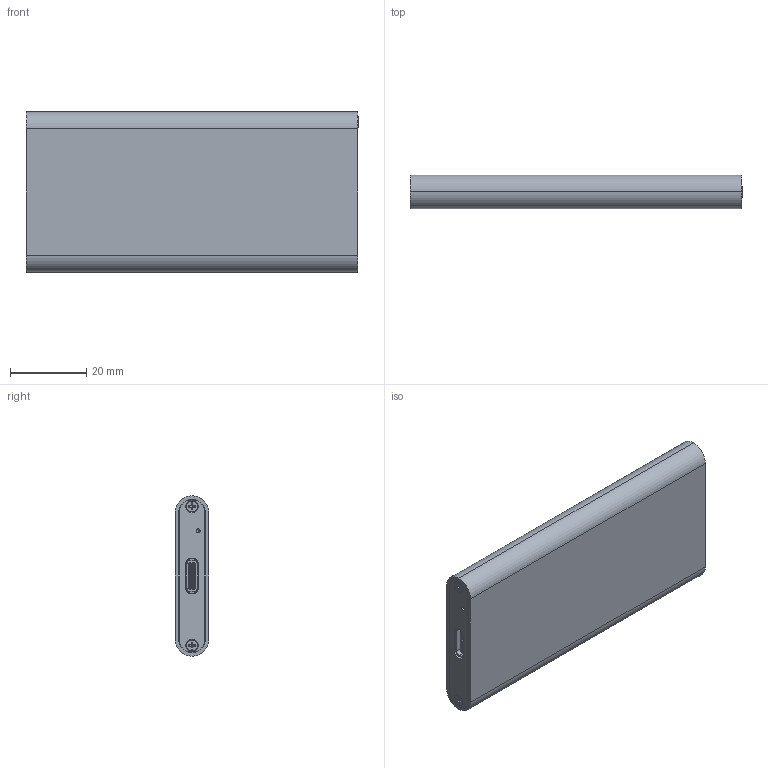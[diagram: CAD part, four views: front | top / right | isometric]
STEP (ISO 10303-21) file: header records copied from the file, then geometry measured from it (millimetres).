
FILE_DESCRIPTION (( 'STEP AP214' ), '1' );
FILE_NAME ('binhoUSBHostAdaptor_FullASM_step.STEP', '2019-05-29T20:42:10', ( '' ), ( '' ), 'SwSTEP 2.0', 'SolidWorks 2019', '' );
FILE_SCHEMA (( 'AUTOMOTIVE_DESIGN' ));
Length unit declared in the file: millimetre
Products named in the file (80): U3; Pin_Shape; CAP-0603; CAP-0805; C1; usb_c_smt; u2_sub; R4; C6; C2; usb_c_sheetMetalJacket; RES-0603; Extruded; 7119278368; R1; u345; R2; 91771A053_18-8 SS FLAT HEAD PHILLIPS MACHINE SCREW_91771A053; Body_2; BinhoUSBHostAdapter-RevB; Open CASCADE STEP translator 6.8 1.1.1; housing_door_2; Open_CASCADE_STEP_translator_6.8_20.4.1; FB1; U2; C3; 7119286368; FB2; D1; u1_sub; binhoUSBHostAdaptor_FullASM_step; U1; U5; C7; U4; Thermal_Shape; Open_CASCADE_STEP_translator_6.8_20.1; C5; housing_door_1; Leader ...
Assembly tree (129 placements, depth 6):
  binhoUSBHostAdaptor_FullASM_step
    housing_main
    BinhoUSBHostAdapter-RevB
      Board
        Open CASCADE STEP translator 6.8 1.1.1
      FB2
        RES-0603
      FB1
        RES-0603
      C3
        CAP-0603
      C2
        CAP-0603
      C1
        CAP-0603
      U5
        u345
      U4
        u345
      U3
        u345
      R4
        RES-0603
      R3
        RES-0603
      U2
        u2_sub
          Open_CASCADE_STEP_translator_6.8_20.1
          Body
            Open_CASCADE_STEP_translator_6.8_20.2.1
          Thermal_Shape
          Pin_Shape
            Open_CASCADE_STEP_translator_6.8_20.4.1
          Pin_Shape
            Open_CASCADE_STEP_translator_6.8_20.4.1
          Pin_Shape
            Open_CASCADE_STEP_translator_6.8_20.4.1
          Pin_Shape
            Open_CASCADE_STEP_translator_6.8_20.4.1
          Pin_Shape
            Open_CASCADE_STEP_translator_6.8_20.4.1
          Pin_Shape
            Open_CASCADE_STEP_translator_6.8_20.4.1
          Pin_Shape
            Open_CASCADE_STEP_translator_6.8_20.4.1
          Pin_Shape
            Open_CASCADE_STEP_translator_6.8_20.4.1
          Pin_Shape
            Open_CASCADE_STEP_translator_6.8_20.4.1
          Pin_Shape
            Open_CASCADE_STEP_translator_6.8_20.4.1
          Pin_Shape
            Open_CASCADE_STEP_translator_6.8_20.4.1
          Pin_Shape
            Open_CASCADE_STEP_translator_6.8_20.4.1
          Pin_Shape
            Open_CASCADE_STEP_translator_6.8_20.4.1
          Pin_Shape
            Open_CASCADE_STEP_translator_6.8_20.4.1
          Pin_Shape
Bounding box: 87 x 8.8 x 42 mm (x, y, z)
Volume: 13903.3 mm3; surface area: 24838.6 mm2
Topology: 81 solids, 94 shells, 1882 faces, 4814 edges, 3044 vertices
Faces by surface type: plane 1084, cylinder 609, bspline 101, cone 68, torus 16, sphere 4
Entity records: 34061 total; most frequent: CARTESIAN_POINT 6954, DIRECTION 4343, ORIENTED_EDGE 3927, EDGE_CURVE 2010, AXIS2_PLACEMENT_3D 1529, VERTEX_POINT 1286, LINE 1285, VECTOR 1285
